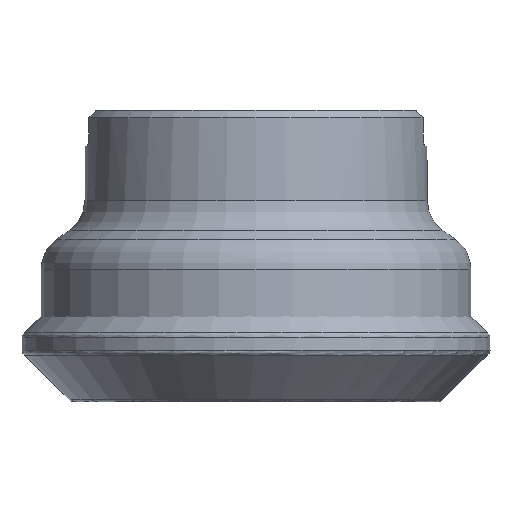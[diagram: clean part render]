
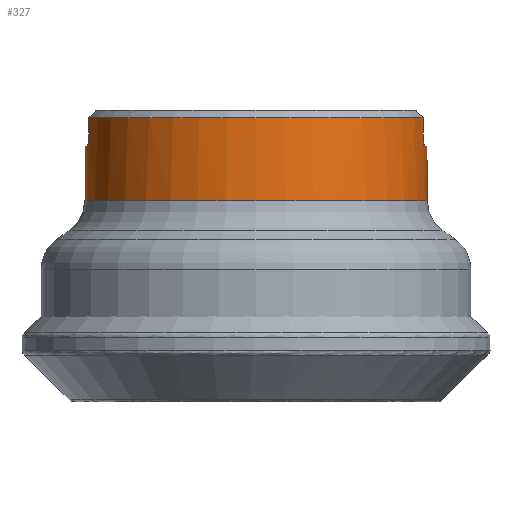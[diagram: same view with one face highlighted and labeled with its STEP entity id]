
A CAD part, left-side view. The second image highlights one B-rep face of the part: STEP entity #327.
In plain terms, the highlighted cylindrical face has radius 23.5 mm (diameter 47 mm), a full revolution.
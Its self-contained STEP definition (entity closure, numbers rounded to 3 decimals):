
#107=CYLINDRICAL_SURFACE('',#1677,23.5);
#159=B_SPLINE_CURVE_WITH_KNOTS('',3,(#2431,#2432,#2433,#2434,#2435,#2436,
#2437,#2438,#2439,#2440,#2441,#2442,#2443,#2444,#2445,#2446,#2447,#2448,
#2449),.UNSPECIFIED.,.F.,.F.,(4,3,3,3,3,3,4),(0.,0.083,0.382,
0.803,0.89,0.956,1.),.UNSPECIFIED.);
#160=B_SPLINE_CURVE_WITH_KNOTS('',3,(#2453,#2454,#2455,#2456,#2457,#2458,
#2459,#2460,#2461,#2462,#2463,#2464,#2465,#2466,#2467,#2468),
 .UNSPECIFIED.,.F.,.F.,(4,3,3,3,3,4),(0.,0.043,0.112,
0.369,0.783,1.),.UNSPECIFIED.);
#161=B_SPLINE_CURVE_WITH_KNOTS('',3,(#2473,#2474,#2475,#2476,#2477,#2478,
#2479,#2480,#2481,#2482,#2483,#2484,#2485,#2486,#2487,#2488,#2489,#2490,
#2491),.UNSPECIFIED.,.F.,.F.,(4,3,3,3,3,3,4),(0.,0.083,0.382,
0.803,0.89,0.956,1.),.UNSPECIFIED.);
#162=B_SPLINE_CURVE_WITH_KNOTS('',3,(#2495,#2496,#2497,#2498,#2499,#2500,
#2501,#2502,#2503,#2504,#2505,#2506,#2507,#2508,#2509,#2510),
 .UNSPECIFIED.,.F.,.F.,(4,3,3,3,3,4),(0.,0.043,0.112,
0.369,0.783,1.),.UNSPECIFIED.);
#327=ADVANCED_FACE('',(#567,#568),#107,.T.);
#435=LINE('',#2427,#489);
#436=LINE('',#2429,#490);
#437=LINE('',#2470,#491);
#438=LINE('',#2471,#492);
#489=VECTOR('',#1926,1.);
#490=VECTOR('',#1927,1.);
#491=VECTOR('',#1930,1.);
#492=VECTOR('',#1931,1.);
#567=FACE_BOUND('',#652,.T.);
#568=FACE_BOUND('',#653,.T.);
#652=EDGE_LOOP('',(#797,#798,#799,#800,#801,#802,#803,#804,#805,#806,#807,
#808));
#653=EDGE_LOOP('',(#809));
#797=ORIENTED_EDGE('',*,*,#1228,.T.);
#798=ORIENTED_EDGE('',*,*,#1223,.T.);
#799=ORIENTED_EDGE('',*,*,#1229,.F.);
#800=ORIENTED_EDGE('',*,*,#1230,.F.);
#801=ORIENTED_EDGE('',*,*,#1231,.F.);
#802=ORIENTED_EDGE('',*,*,#1232,.F.);
#803=ORIENTED_EDGE('',*,*,#1233,.T.);
#804=ORIENTED_EDGE('',*,*,#1219,.T.);
#805=ORIENTED_EDGE('',*,*,#1234,.F.);
#806=ORIENTED_EDGE('',*,*,#1235,.F.);
#807=ORIENTED_EDGE('',*,*,#1236,.F.);
#808=ORIENTED_EDGE('',*,*,#1237,.F.);
#809=ORIENTED_EDGE('',*,*,#1238,.T.);
#1103=VERTEX_POINT('',#2363);
#1104=VERTEX_POINT('',#2365);
#1107=VERTEX_POINT('',#2388);
#1108=VERTEX_POINT('',#2389);
#1111=VERTEX_POINT('',#2428);
#1112=VERTEX_POINT('',#2430);
#1113=VERTEX_POINT('',#2450);
#1114=VERTEX_POINT('',#2452);
#1115=VERTEX_POINT('',#2469);
#1116=VERTEX_POINT('',#2472);
#1117=VERTEX_POINT('',#2492);
#1118=VERTEX_POINT('',#2494);
#1119=VERTEX_POINT('',#2512);
#1219=EDGE_CURVE('',#1104,#1103,#1381,.T.);
#1223=EDGE_CURVE('',#1107,#1108,#1383,.T.);
#1228=EDGE_CURVE('',#1111,#1107,#435,.T.);
#1229=EDGE_CURVE('',#1112,#1108,#436,.T.);
#1230=EDGE_CURVE('',#1113,#1112,#159,.T.);
#1231=EDGE_CURVE('',#1114,#1113,#1384,.T.);
#1232=EDGE_CURVE('',#1115,#1114,#160,.T.);
#1233=EDGE_CURVE('',#1115,#1104,#437,.T.);
#1234=EDGE_CURVE('',#1116,#1103,#438,.T.);
#1235=EDGE_CURVE('',#1117,#1116,#161,.T.);
#1236=EDGE_CURVE('',#1118,#1117,#1385,.T.);
#1237=EDGE_CURVE('',#1111,#1118,#162,.T.);
#1238=EDGE_CURVE('',#1119,#1119,#1386,.T.);
#1381=CIRCLE('',#1669,23.5);
#1383=CIRCLE('',#1672,23.5);
#1384=CIRCLE('',#1674,23.5);
#1385=CIRCLE('',#1675,23.5);
#1386=CIRCLE('',#1676,23.5);
#1669=AXIS2_PLACEMENT_3D('',#2364,#1916,#1917);
#1672=AXIS2_PLACEMENT_3D('',#2387,#1922,#1923);
#1674=AXIS2_PLACEMENT_3D('',#2451,#1928,#1929);
#1675=AXIS2_PLACEMENT_3D('',#2493,#1932,#1933);
#1676=AXIS2_PLACEMENT_3D('',#2511,#1934,#1935);
#1677=AXIS2_PLACEMENT_3D('',#2513,#1936,#1937);
#1916=DIRECTION('',(0.,0.,-1.));
#1917=DIRECTION('',(1.,0.,0.));
#1922=DIRECTION('',(0.,0.,-1.));
#1923=DIRECTION('',(1.,0.,0.));
#1926=DIRECTION('',(0.,0.,1.));
#1927=DIRECTION('',(0.,0.,1.));
#1928=DIRECTION('',(0.,0.,1.));
#1929=DIRECTION('',(-1.,0.,0.));
#1930=DIRECTION('',(0.,0.,1.));
#1931=DIRECTION('',(0.,0.,1.));
#1932=DIRECTION('',(0.,0.,1.));
#1933=DIRECTION('',(-1.,0.,0.));
#1934=DIRECTION('',(0.,0.,1.));
#1935=DIRECTION('',(1.,0.,0.));
#1936=DIRECTION('',(0.,0.,1.));
#1937=DIRECTION('',(1.,0.,0.));
#2363=CARTESIAN_POINT('',(-5.097,22.94,-1.));
#2364=CARTESIAN_POINT('',(0.,0.,-1.));
#2365=CARTESIAN_POINT('',(-5.097,-22.94,-1.));
#2387=CARTESIAN_POINT('',(0.,0.,-1.));
#2388=CARTESIAN_POINT('',(5.097,22.94,-1.));
#2389=CARTESIAN_POINT('',(5.097,-22.94,-1.));
#2427=CARTESIAN_POINT('',(5.097,22.94,-4.96));
#2428=CARTESIAN_POINT('',(5.097,22.94,-4.1));
#2429=CARTESIAN_POINT('',(5.097,-22.94,-4.96));
#2430=CARTESIAN_POINT('',(5.097,-22.94,-4.1));
#2431=CARTESIAN_POINT('',(3.802,-23.19,-4.9));
#2432=CARTESIAN_POINT('',(3.847,-23.183,-4.9));
#2433=CARTESIAN_POINT('',(3.891,-23.176,-4.897));
#2434=CARTESIAN_POINT('',(3.935,-23.168,-4.892));
#2435=CARTESIAN_POINT('',(4.093,-23.141,-4.875));
#2436=CARTESIAN_POINT('',(4.249,-23.113,-4.826));
#2437=CARTESIAN_POINT('',(4.393,-23.086,-4.758));
#2438=CARTESIAN_POINT('',(4.594,-23.047,-4.662));
#2439=CARTESIAN_POINT('',(4.782,-23.009,-4.529));
#2440=CARTESIAN_POINT('',(4.938,-22.975,-4.37));
#2441=CARTESIAN_POINT('',(4.971,-22.968,-4.336));
#2442=CARTESIAN_POINT('',(5.003,-22.961,-4.301));
#2443=CARTESIAN_POINT('',(5.031,-22.955,-4.263));
#2444=CARTESIAN_POINT('',(5.052,-22.95,-4.234));
#2445=CARTESIAN_POINT('',(5.072,-22.946,-4.203));
#2446=CARTESIAN_POINT('',(5.084,-22.943,-4.17));
#2447=CARTESIAN_POINT('',(5.092,-22.942,-4.148));
#2448=CARTESIAN_POINT('',(5.097,-22.94,-4.124));
#2449=CARTESIAN_POINT('',(5.097,-22.94,-4.1));
#2450=CARTESIAN_POINT('',(3.802,-23.19,-4.9));
#2451=CARTESIAN_POINT('',(0.,0.,-4.9));
#2452=CARTESIAN_POINT('',(-3.802,-23.19,-4.9));
#2453=CARTESIAN_POINT('',(-5.097,-22.94,-4.1));
#2454=CARTESIAN_POINT('',(-5.097,-22.94,-4.124));
#2455=CARTESIAN_POINT('',(-5.092,-22.942,-4.147));
#2456=CARTESIAN_POINT('',(-5.084,-22.943,-4.169));
#2457=CARTESIAN_POINT('',(-5.071,-22.946,-4.204));
#2458=CARTESIAN_POINT('',(-5.051,-22.951,-4.236));
#2459=CARTESIAN_POINT('',(-5.029,-22.956,-4.266));
#2460=CARTESIAN_POINT('',(-4.947,-22.974,-4.377));
#2461=CARTESIAN_POINT('',(-4.84,-22.996,-4.468));
#2462=CARTESIAN_POINT('',(-4.73,-23.019,-4.551));
#2463=CARTESIAN_POINT('',(-4.556,-23.055,-4.683));
#2464=CARTESIAN_POINT('',(-4.357,-23.094,-4.792));
#2465=CARTESIAN_POINT('',(-4.146,-23.131,-4.851));
#2466=CARTESIAN_POINT('',(-4.035,-23.151,-4.882));
#2467=CARTESIAN_POINT('',(-3.918,-23.171,-4.9));
#2468=CARTESIAN_POINT('',(-3.802,-23.19,-4.9));
#2469=CARTESIAN_POINT('',(-5.097,-22.94,-4.1));
#2470=CARTESIAN_POINT('',(-5.097,-22.94,-4.96));
#2471=CARTESIAN_POINT('',(-5.097,22.94,-4.96));
#2472=CARTESIAN_POINT('',(-5.097,22.94,-4.1));
#2473=CARTESIAN_POINT('',(-3.802,23.19,-4.9));
#2474=CARTESIAN_POINT('',(-3.847,23.183,-4.9));
#2475=CARTESIAN_POINT('',(-3.891,23.176,-4.897));
#2476=CARTESIAN_POINT('',(-3.935,23.168,-4.892));
#2477=CARTESIAN_POINT('',(-4.093,23.141,-4.875));
#2478=CARTESIAN_POINT('',(-4.249,23.113,-4.826));
#2479=CARTESIAN_POINT('',(-4.393,23.086,-4.758));
#2480=CARTESIAN_POINT('',(-4.594,23.047,-4.662));
#2481=CARTESIAN_POINT('',(-4.782,23.009,-4.529));
#2482=CARTESIAN_POINT('',(-4.938,22.975,-4.37));
#2483=CARTESIAN_POINT('',(-4.971,22.968,-4.336));
#2484=CARTESIAN_POINT('',(-5.003,22.961,-4.301));
#2485=CARTESIAN_POINT('',(-5.031,22.955,-4.263));
#2486=CARTESIAN_POINT('',(-5.052,22.95,-4.234));
#2487=CARTESIAN_POINT('',(-5.072,22.946,-4.203));
#2488=CARTESIAN_POINT('',(-5.084,22.943,-4.17));
#2489=CARTESIAN_POINT('',(-5.092,22.942,-4.148));
#2490=CARTESIAN_POINT('',(-5.097,22.94,-4.124));
#2491=CARTESIAN_POINT('',(-5.097,22.94,-4.1));
#2492=CARTESIAN_POINT('',(-3.802,23.19,-4.9));
#2493=CARTESIAN_POINT('',(0.,0.,-4.9));
#2494=CARTESIAN_POINT('',(3.802,23.19,-4.9));
#2495=CARTESIAN_POINT('',(5.097,22.94,-4.1));
#2496=CARTESIAN_POINT('',(5.097,22.94,-4.124));
#2497=CARTESIAN_POINT('',(5.092,22.942,-4.147));
#2498=CARTESIAN_POINT('',(5.084,22.943,-4.169));
#2499=CARTESIAN_POINT('',(5.071,22.946,-4.204));
#2500=CARTESIAN_POINT('',(5.051,22.951,-4.236));
#2501=CARTESIAN_POINT('',(5.029,22.956,-4.266));
#2502=CARTESIAN_POINT('',(4.947,22.974,-4.377));
#2503=CARTESIAN_POINT('',(4.84,22.996,-4.468));
#2504=CARTESIAN_POINT('',(4.73,23.019,-4.551));
#2505=CARTESIAN_POINT('',(4.556,23.055,-4.683));
#2506=CARTESIAN_POINT('',(4.357,23.094,-4.792));
#2507=CARTESIAN_POINT('',(4.146,23.131,-4.851));
#2508=CARTESIAN_POINT('',(4.035,23.151,-4.882));
#2509=CARTESIAN_POINT('',(3.918,23.171,-4.9));
#2510=CARTESIAN_POINT('',(3.802,23.19,-4.9));
#2511=CARTESIAN_POINT('',(0.,0.,-12.397));
#2512=CARTESIAN_POINT('',(23.5,0.,-12.397));
#2513=CARTESIAN_POINT('',(0.,0.,0.));
